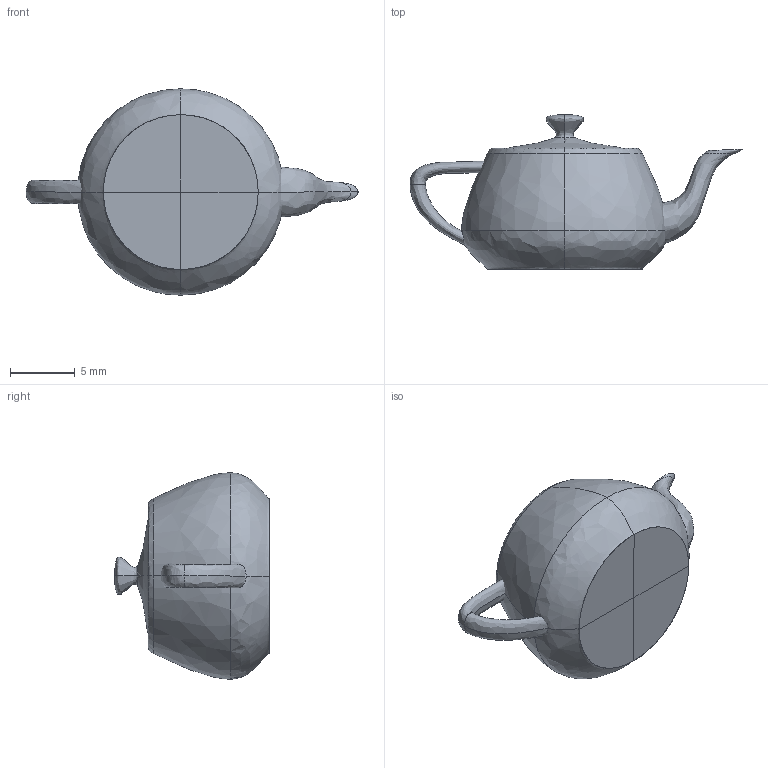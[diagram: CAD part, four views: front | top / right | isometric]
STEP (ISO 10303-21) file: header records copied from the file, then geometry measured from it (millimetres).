
FILE_DESCRIPTION(/* description */ ('Generated from Alias Stage'),/* implementation_level */ '2;1');
FILE_NAME(/* name */ 'Teapot_Non_Degnerate',/* time_stamp */ '2003-03-26T11:16:00+08:00',/* author */ (''),/* organization */ ('Alias|Wavefront'),/* preprocessor_version */ 'ST-DEVELOPER v8',/* originating_system */ 'Alias OpenModel 10.0',/* authorisation */ '');
FILE_SCHEMA (('CONFIG_CONTROL_DESIGN'));
Length unit declared in the file: centimetre
Products named in the file (1): Teapot_Non_Degnerate
Bounding box: 25.74 x 12.01 x 16 mm (x, y, z)
Surface area: 859.9 mm2 (no closed solid volume)
Topology: 0 solids, 0 shells, 36 faces, 149 edges, 150 vertices
Faces by surface type: bspline 36
Entity records: 644 total; most frequent: CARTESIAN_POINT 600, CC_DESIGN_PERSON_AND_ORGANIZATION_ASSIGNMENT 4, DIRECTION 2, CC_DESIGN_DATE_AND_TIME_ASSIGNMENT 2, GEOMETRIC_SET 1, SHAPE_REPRESENTATION_RELATIONSHIP 1, GEOMETRICALLY_BOUNDED_SURFACE_SHAPE_REPRESENTATION 1, AXIS2_PLACEMENT_3D 1
